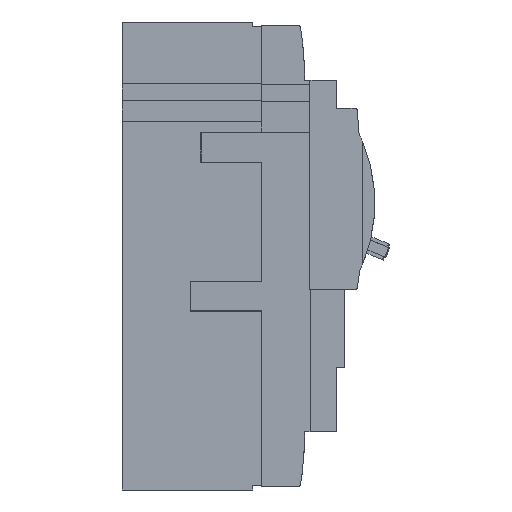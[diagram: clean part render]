
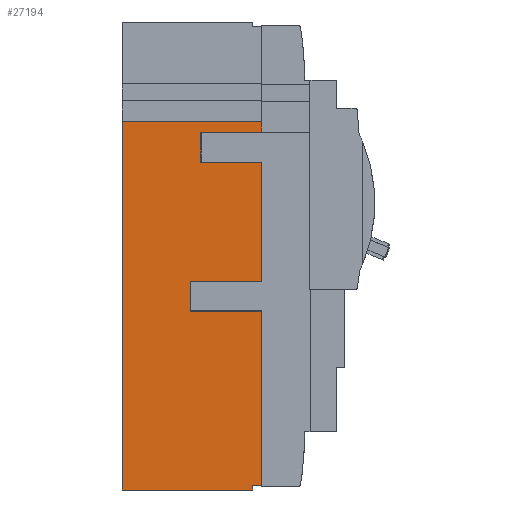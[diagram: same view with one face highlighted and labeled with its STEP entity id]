
A CAD part, left-side view. The second image highlights one B-rep face of the part: STEP entity #27194.
In plain terms, the highlighted planar face has unit normal (-1, 0, 0).
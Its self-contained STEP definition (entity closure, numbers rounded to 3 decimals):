
#15018=VERTEX_POINT('',#41740);
#15536=EDGE_CURVE('',#29580,#35634,#42309,.T.);
#16348=EDGE_CURVE('',#27566,#28274,#43194,.T.);
#16812=EDGE_CURVE('',#20708,#35634,#43707,.T.);
#17142=EDGE_CURVE('',#28274,#29772,#44063,.T.);
#17690=VERTEX_POINT('',#44659);
#18232=VERTEX_POINT('',#45275);
#18626=VERTEX_POINT('',#45704);
#19800=EDGE_CURVE('',#33886,#15018,#47005,.T.);
#20708=VERTEX_POINT('',#47996);
#21966=EDGE_CURVE('',#26594,#25496,#49385,.T.);
#23366=EDGE_CURVE('',#18626,#33886,#50915,.T.);
#24212=EDGE_CURVE('',#15018,#20708,#51841,.T.);
#24734=EDGE_CURVE('',#17690,#26594,#52408,.T.);
#24934=EDGE_CURVE('',#18626,#25496,#52624,.T.);
#25496=VERTEX_POINT('',#53241);
#26594=VERTEX_POINT('',#54443);
#27194=ADVANCED_FACE('',(#55105),#55106,.F.);
#27566=VERTEX_POINT('',#55514);
#28274=VERTEX_POINT('',#56293);
#29580=VERTEX_POINT('',#57713);
#29772=VERTEX_POINT('',#57932);
#31790=EDGE_CURVE('',#32286,#29580,#60158,.T.);
#32286=VERTEX_POINT('',#60698);
#33268=EDGE_CURVE('',#18232,#17690,#61781,.T.);
#33886=VERTEX_POINT('',#62456);
#35634=VERTEX_POINT('',#64373);
#36404=EDGE_CURVE('',#32286,#27566,#65212,.T.);
#39084=EDGE_CURVE('',#18232,#29772,#68160,.T.);
#41740=CARTESIAN_POINT('',(-52.45,-50.5,-90.505));
#42309=LINE('',#72543,#72544);
#43194=LINE('',#73858,#73859);
#43707=LINE('',#74584,#74585);
#44063=LINE('',#75129,#75130);
#44659=CARTESIAN_POINT('',(-52.45,-26.4,-9.705));
#45275=CARTESIAN_POINT('',(-52.45,-54.,-9.705));
#45704=CARTESIAN_POINT('',(-52.45,-54.,-88.905));
#47005=LINE('',#79271,#79272);
#47996=CARTESIAN_POINT('',(-52.45,0.0,-90.505));
#49385=LINE('',#82606,#82607);
#50915=LINE('',#84859,#84860);
#51841=LINE('',#86143,#86144);
#52408=LINE('',#86952,#86953);
#52624=LINE('',#87288,#87289);
#53241=CARTESIAN_POINT('',(-52.45,-54.,-21.305));
#54443=CARTESIAN_POINT('',(-52.45,-26.4,-21.305));
#55105=FACE_OUTER_BOUND('',#90800,.T.);
#55106=PLANE('',#90801);
#55514=CARTESIAN_POINT('',(-52.45,-30.4,47.795));
#56293=CARTESIAN_POINT('',(-52.45,-30.4,36.195));
#57713=CARTESIAN_POINT('',(-52.45,-53.999,51.995));
#57932=CARTESIAN_POINT('',(-52.45,-54.,36.195));
#60158=LINE('',#97979,#97980);
#60698=CARTESIAN_POINT('',(-52.45,-53.999,47.795));
#61781=LINE('',#100297,#100298);
#62456=CARTESIAN_POINT('',(-52.45,-50.5,-88.905));
#64373=CARTESIAN_POINT('',(-52.45,0.0,51.995));
#65212=LINE('',#105354,#105355);
#68160=LINE('',#109761,#109762);
#72543=CARTESIAN_POINT('',(-52.45,-12.744,51.995));
#72544=VECTOR('',#113609,1.0);
#73858=CARTESIAN_POINT('',(-52.45,-30.4,47.795));
#73859=VECTOR('',#114487,1.0);
#74584=CARTESIAN_POINT('',(-52.45,0.0,-90.505));
#74585=VECTOR('',#115038,1.0);
#75129=CARTESIAN_POINT('',(-52.45,-30.4,36.195));
#75130=VECTOR('',#115361,1.0);
#79271=CARTESIAN_POINT('',(-52.45,-50.5,-88.905));
#79272=VECTOR('',#118923,1.0);
#82606=CARTESIAN_POINT('',(-52.45,-26.4,-21.305));
#82607=VECTOR('',#121436,1.0);
#84859=CARTESIAN_POINT('',(-52.45,-54.0,-88.905));
#84860=VECTOR('',#122909,1.0);
#86143=CARTESIAN_POINT('',(-52.45,-50.5,-90.505));
#86144=VECTOR('',#123890,1.0);
#86952=CARTESIAN_POINT('',(-52.45,-26.4,-9.705));
#86953=VECTOR('',#124407,1.0);
#87288=CARTESIAN_POINT('',(-52.45,-54.,-43.521));
#87289=VECTOR('',#124603,1.0);
#90800=EDGE_LOOP('',(#127271,#127272,#127273,#127274,#127275,#127276,#127277,#127278,#127279,#127280,#127281,#127282,#127283,#127284));
#90801=AXIS2_PLACEMENT_3D('',#127285,#127286,#127287);
#97979=CARTESIAN_POINT('',(-52.45,-53.999,26.979));
#97980=VECTOR('',#132931,1.0);
#100297=CARTESIAN_POINT('',(-52.45,-54.0,-9.705));
#100298=VECTOR('',#134692,1.0);
#105354=CARTESIAN_POINT('',(-52.45,-54.0,47.795));
#105355=VECTOR('',#138241,1.0);
#109761=CARTESIAN_POINT('',(-52.45,-54.,-3.921));
#109762=VECTOR('',#141324,1.0);
#113609=DIRECTION('',(-0.0,1.0,0.0));
#114487=DIRECTION('',(0.0,0.0,-1.0));
#115038=DIRECTION('',(0.0,0.0,1.0));
#115361=DIRECTION('',(0.0,-1.0,0.0));
#118923=DIRECTION('',(0.0,0.0,-1.0));
#121436=DIRECTION('',(0.0,-1.0,0.0));
#122909=DIRECTION('',(0.0,1.0,0.0));
#123890=DIRECTION('',(0.0,1.0,0.0));
#124407=DIRECTION('',(0.0,0.0,-1.0));
#124603=DIRECTION('',(0.0,0.0,1.0));
#127271=ORIENTED_EDGE('',*,*,#24934,.T.);
#127272=ORIENTED_EDGE('',*,*,#21966,.F.);
#127273=ORIENTED_EDGE('',*,*,#24734,.F.);
#127274=ORIENTED_EDGE('',*,*,#33268,.F.);
#127275=ORIENTED_EDGE('',*,*,#39084,.T.);
#127276=ORIENTED_EDGE('',*,*,#17142,.F.);
#127277=ORIENTED_EDGE('',*,*,#16348,.F.);
#127278=ORIENTED_EDGE('',*,*,#36404,.F.);
#127279=ORIENTED_EDGE('',*,*,#31790,.T.);
#127280=ORIENTED_EDGE('',*,*,#15536,.T.);
#127281=ORIENTED_EDGE('',*,*,#16812,.F.);
#127282=ORIENTED_EDGE('',*,*,#24212,.F.);
#127283=ORIENTED_EDGE('',*,*,#19800,.F.);
#127284=ORIENTED_EDGE('',*,*,#23366,.F.);
#127285=CARTESIAN_POINT('',(-52.45,-28.469,1.963));
#127286=DIRECTION('',(1.0,0.0,0.0));
#127287=DIRECTION('',(0.0,1.0,0.0));
#132931=DIRECTION('',(0.0,0.0,1.0));
#134692=DIRECTION('',(0.0,1.0,0.0));
#138241=DIRECTION('',(0.0,1.0,0.0));
#141324=DIRECTION('',(0.0,0.0,1.0));
